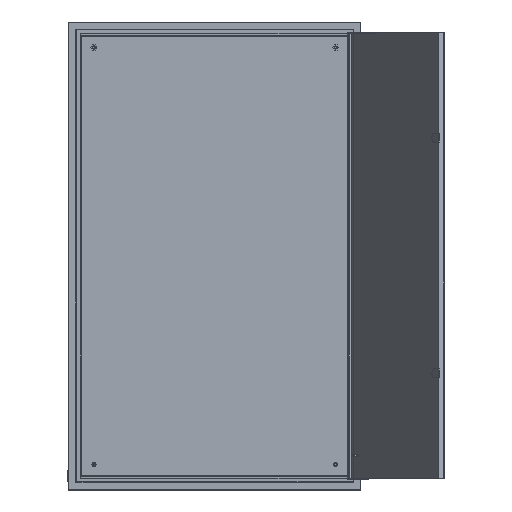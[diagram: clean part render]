
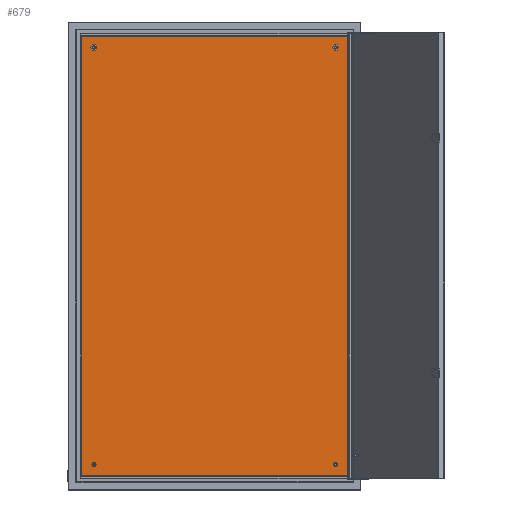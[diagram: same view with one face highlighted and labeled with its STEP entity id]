
A CAD part, top view. The second image highlights one B-rep face of the part: STEP entity #679.
In plain terms, the highlighted planar face has unit normal (0, 0, 1).
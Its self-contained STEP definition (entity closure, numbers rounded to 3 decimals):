
#31 = AXIS2_PLACEMENT_3D ( 'NONE', #4645, #1114, #5037 ) ;
#45 = CIRCLE ( 'NONE', #31, 5. ) ;
#91 = DIRECTION ( 'NONE',  ( 0., 0., 1. ) ) ;
#188 = VERTEX_POINT ( 'NONE', #4555 ) ;
#211 = EDGE_CURVE ( 'NONE', #5370, #3693, #472, .T. ) ;
#307 = CARTESIAN_POINT ( 'NONE',  ( 310., 535., 0. ) ) ;
#312 = LINE ( 'NONE', #1121, #938 ) ;
#343 = VERTEX_POINT ( 'NONE', #532 ) ;
#351 = DIRECTION ( 'NONE',  ( 1., 0., 0. ) ) ;
#369 = ORIENTED_EDGE ( 'NONE', *, *, #2369, .T. ) ;
#422 = CARTESIAN_POINT ( 'NONE',  ( 310., -535., 0. ) ) ;
#472 = CIRCLE ( 'NONE', #5176, 5. ) ;
#532 = CARTESIAN_POINT ( 'NONE',  ( -305., -535., 0. ) ) ;
#589 = ORIENTED_EDGE ( 'NONE', *, *, #5070, .T. ) ;
#634 = DIRECTION ( 'NONE',  ( 1., 0., 0. ) ) ;
#662 = DIRECTION ( 'NONE',  ( -1., 0., 0. ) ) ;
#679 = ADVANCED_FACE ( 'NONE', ( #1156, #1285, #4617, #3732, #3801 ), #4177, .T. ) ;
#722 = DIRECTION ( 'NONE',  ( 0., 1., 0. ) ) ;
#727 = LINE ( 'NONE', #1177, #1675 ) ;
#850 = VECTOR ( 'NONE', #5063, 1000. ) ;
#894 = DIRECTION ( 'NONE',  ( 0., 0., 1. ) ) ;
#936 = CIRCLE ( 'NONE', #1145, 5. ) ;
#938 = VECTOR ( 'NONE', #4649, 1000. ) ;
#955 = LINE ( 'NONE', #1310, #3664 ) ;
#1000 = CARTESIAN_POINT ( 'NONE',  ( -315., 535., 0. ) ) ;
#1025 = EDGE_CURVE ( 'NONE', #3693, #5370, #4141, .T. ) ;
#1039 = DIRECTION ( 'NONE',  ( 0., 0., 1. ) ) ;
#1077 = VERTEX_POINT ( 'NONE', #3816 ) ;
#1114 = DIRECTION ( 'NONE',  ( 0., 0., 1. ) ) ;
#1121 = CARTESIAN_POINT ( 'NONE',  ( -342.5, 565., 0. ) ) ;
#1145 = AXIS2_PLACEMENT_3D ( 'NONE', #3184, #91, #4431 ) ;
#1156 = FACE_BOUND ( 'NONE', #1330, .T. ) ;
#1173 = ORIENTED_EDGE ( 'NONE', *, *, #211, .F. ) ;
#1177 = CARTESIAN_POINT ( 'NONE',  ( 342.5, 565., 0. ) ) ;
#1212 = CARTESIAN_POINT ( 'NONE',  ( 305., -535., 0. ) ) ;
#1245 = DIRECTION ( 'NONE',  ( -1., 0., 0. ) ) ;
#1285 = FACE_BOUND ( 'NONE', #1351, .T. ) ;
#1310 = CARTESIAN_POINT ( 'NONE',  ( -342.5, -565., 0. ) ) ;
#1330 = EDGE_LOOP ( 'NONE', ( #5565, #4420 ) ) ;
#1351 = EDGE_LOOP ( 'NONE', ( #2104, #4764 ) ) ;
#1458 = EDGE_LOOP ( 'NONE', ( #3232, #3224 ) ) ;
#1675 = VECTOR ( 'NONE', #722, 1000. ) ;
#1726 = DIRECTION ( 'NONE',  ( 1., 0., 0. ) ) ;
#1793 = EDGE_CURVE ( 'NONE', #188, #343, #3116, .T. ) ;
#1913 = CARTESIAN_POINT ( 'NONE',  ( 305., 535., 0. ) ) ;
#1941 = VERTEX_POINT ( 'NONE', #5307 ) ;
#2033 = DIRECTION ( 'NONE',  ( 1., 0., 0. ) ) ;
#2097 = CIRCLE ( 'NONE', #2309, 5. ) ;
#2104 = ORIENTED_EDGE ( 'NONE', *, *, #2885, .F. ) ;
#2132 = DIRECTION ( 'NONE',  ( 0., 0., 1. ) ) ;
#2264 = CARTESIAN_POINT ( 'NONE',  ( 342.5, -565., 0. ) ) ;
#2295 = EDGE_CURVE ( 'NONE', #3874, #1077, #727, .T. ) ;
#2298 = EDGE_LOOP ( 'NONE', ( #5102, #1173 ) ) ;
#2309 = AXIS2_PLACEMENT_3D ( 'NONE', #3875, #2132, #351 ) ;
#2369 = EDGE_CURVE ( 'NONE', #5234, #4257, #312, .T. ) ;
#2413 = CARTESIAN_POINT ( 'NONE',  ( 0., 0., 0. ) ) ;
#2435 = CARTESIAN_POINT ( 'NONE',  ( -342.5, -565., 0. ) ) ;
#2446 = CIRCLE ( 'NONE', #5630, 5. ) ;
#2463 = EDGE_CURVE ( 'NONE', #2720, #3725, #2097, .T. ) ;
#2545 = ORIENTED_EDGE ( 'NONE', *, *, #4229, .T. ) ;
#2621 = CARTESIAN_POINT ( 'NONE',  ( -310., -535., 0. ) ) ;
#2720 = VERTEX_POINT ( 'NONE', #1000 ) ;
#2810 = EDGE_CURVE ( 'NONE', #3725, #2720, #936, .T. ) ;
#2885 = EDGE_CURVE ( 'NONE', #1941, #5539, #3306, .T. ) ;
#2910 = CARTESIAN_POINT ( 'NONE',  ( 315., 535., 0. ) ) ;
#3033 = AXIS2_PLACEMENT_3D ( 'NONE', #2413, #4630, #2033 ) ;
#3116 = CIRCLE ( 'NONE', #5315, 5. ) ;
#3184 = CARTESIAN_POINT ( 'NONE',  ( -310., 535., 0. ) ) ;
#3224 = ORIENTED_EDGE ( 'NONE', *, *, #2463, .F. ) ;
#3232 = ORIENTED_EDGE ( 'NONE', *, *, #2810, .F. ) ;
#3291 = LINE ( 'NONE', #4212, #850 ) ;
#3306 = CIRCLE ( 'NONE', #4167, 5. ) ;
#3476 = EDGE_LOOP ( 'NONE', ( #369, #589, #3706, #2545 ) ) ;
#3664 = VECTOR ( 'NONE', #1726, 1000. ) ;
#3693 = VERTEX_POINT ( 'NONE', #2910 ) ;
#3706 = ORIENTED_EDGE ( 'NONE', *, *, #2295, .T. ) ;
#3725 = VERTEX_POINT ( 'NONE', #5085 ) ;
#3732 = FACE_BOUND ( 'NONE', #1458, .T. ) ;
#3801 = FACE_OUTER_BOUND ( 'NONE', #3476, .T. ) ;
#3815 = CARTESIAN_POINT ( 'NONE',  ( 310., 535., 0. ) ) ;
#3816 = CARTESIAN_POINT ( 'NONE',  ( 342.5, 565., 0. ) ) ;
#3874 = VERTEX_POINT ( 'NONE', #2264 ) ;
#3875 = CARTESIAN_POINT ( 'NONE',  ( -310., 535., 0. ) ) ;
#4141 = CIRCLE ( 'NONE', #4580, 5. ) ;
#4167 = AXIS2_PLACEMENT_3D ( 'NONE', #5433, #1039, #634 ) ;
#4177 = PLANE ( 'NONE',  #3033 ) ;
#4189 = DIRECTION ( 'NONE',  ( 0., 0., 1. ) ) ;
#4212 = CARTESIAN_POINT ( 'NONE',  ( -342.5, 565., 0. ) ) ;
#4229 = EDGE_CURVE ( 'NONE', #1077, #5234, #3291, .T. ) ;
#4257 = VERTEX_POINT ( 'NONE', #2435 ) ;
#4304 = DIRECTION ( 'NONE',  ( 0., 0., 1. ) ) ;
#4420 = ORIENTED_EDGE ( 'NONE', *, *, #1793, .F. ) ;
#4431 = DIRECTION ( 'NONE',  ( 1., 0., 0. ) ) ;
#4448 = DIRECTION ( 'NONE',  ( 1., 0., 0. ) ) ;
#4466 = CARTESIAN_POINT ( 'NONE',  ( -342.5, 565., 0. ) ) ;
#4555 = CARTESIAN_POINT ( 'NONE',  ( -315., -535., 0. ) ) ;
#4580 = AXIS2_PLACEMENT_3D ( 'NONE', #307, #4189, #5529 ) ;
#4617 = FACE_BOUND ( 'NONE', #2298, .T. ) ;
#4630 = DIRECTION ( 'NONE',  ( 0., 0., 1. ) ) ;
#4645 = CARTESIAN_POINT ( 'NONE',  ( -310., -535., 0. ) ) ;
#4649 = DIRECTION ( 'NONE',  ( 0., -1., 0. ) ) ;
#4764 = ORIENTED_EDGE ( 'NONE', *, *, #5613, .F. ) ;
#5037 = DIRECTION ( 'NONE',  ( -1., 0., 0. ) ) ;
#5063 = DIRECTION ( 'NONE',  ( -1., 0., 0. ) ) ;
#5070 = EDGE_CURVE ( 'NONE', #4257, #3874, #955, .T. ) ;
#5085 = CARTESIAN_POINT ( 'NONE',  ( -305., 535., 0. ) ) ;
#5102 = ORIENTED_EDGE ( 'NONE', *, *, #1025, .F. ) ;
#5176 = AXIS2_PLACEMENT_3D ( 'NONE', #3815, #5548, #1245 ) ;
#5234 = VERTEX_POINT ( 'NONE', #4466 ) ;
#5307 = CARTESIAN_POINT ( 'NONE',  ( 315., -535., 0. ) ) ;
#5315 = AXIS2_PLACEMENT_3D ( 'NONE', #2621, #4304, #662 ) ;
#5370 = VERTEX_POINT ( 'NONE', #1913 ) ;
#5433 = CARTESIAN_POINT ( 'NONE',  ( 310., -535., 0. ) ) ;
#5457 = EDGE_CURVE ( 'NONE', #343, #188, #45, .T. ) ;
#5529 = DIRECTION ( 'NONE',  ( -1., 0., 0. ) ) ;
#5539 = VERTEX_POINT ( 'NONE', #1212 ) ;
#5548 = DIRECTION ( 'NONE',  ( 0., 0., 1. ) ) ;
#5565 = ORIENTED_EDGE ( 'NONE', *, *, #5457, .F. ) ;
#5613 = EDGE_CURVE ( 'NONE', #5539, #1941, #2446, .T. ) ;
#5630 = AXIS2_PLACEMENT_3D ( 'NONE', #422, #894, #4448 ) ;
